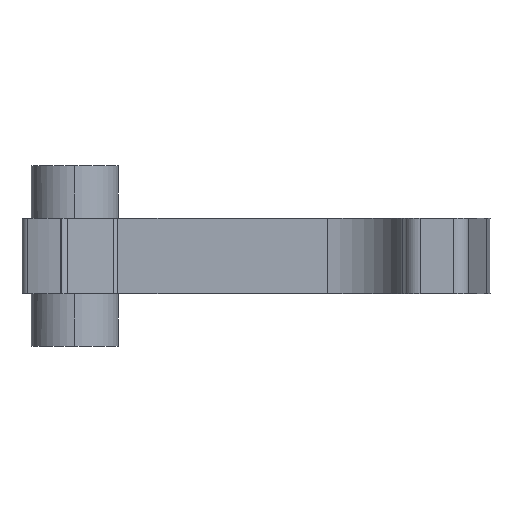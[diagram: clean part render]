
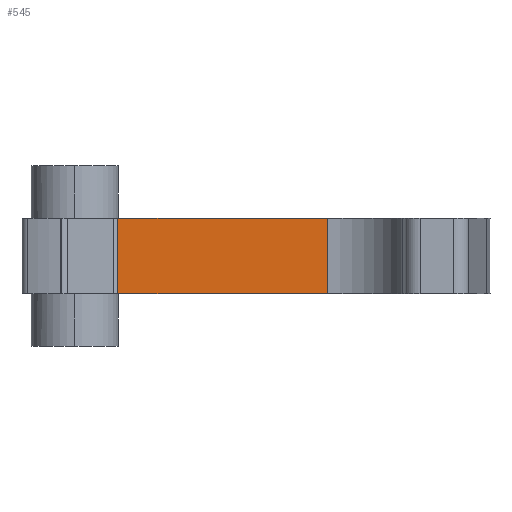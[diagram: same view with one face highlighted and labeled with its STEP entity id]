
A CAD part, left-side view. The second image highlights one B-rep face of the part: STEP entity #545.
In plain terms, the highlighted planar face has unit normal (-1, 0, 0).
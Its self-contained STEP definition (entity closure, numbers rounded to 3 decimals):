
#99 = VERTEX_POINT ( 'NONE', #820 ) ;
#101 = EDGE_CURVE ( 'NONE', #99, #102, #819, .T. ) ;
#102 = VERTEX_POINT ( 'NONE', #815 ) ;
#118 = VERTEX_POINT ( 'NONE', #697 ) ;
#120 = VERTEX_POINT ( 'NONE', #696 ) ;
#383 = EDGE_CURVE ( 'NONE', #120, #118, #1245, .T. ) ;
#452 = ORIENTED_EDGE ( 'NONE', *, *, #383, .T. ) ;
#453 = ORIENTED_EDGE ( 'NONE', *, *, #454, .F. ) ;
#454 = EDGE_CURVE ( 'NONE', #102, #118, #1209, .T. ) ;
#455 = ORIENTED_EDGE ( 'NONE', *, *, #101, .F. ) ;
#543 = EDGE_CURVE ( 'NONE', #99, #120, #1285, .T. ) ;
#545 = ADVANCED_FACE ( 'PLANAR_13', ( #1281 ), #1280, .F. ) ;
#546 = EDGE_LOOP ( 'NONE', ( #547, #452, #453, #455 ) ) ;
#547 = ORIENTED_EDGE ( 'NONE', *, *, #543, .T. ) ;
#696 = CARTESIAN_POINT ( 'NONE',  ( -2.5, -1.433, -1.25 ) ) ;
#697 = CARTESIAN_POINT ( 'NONE',  ( -2.5, -8.389, -1.25 ) ) ;
#815 = CARTESIAN_POINT ( 'NONE',  ( -2.5, -8.389, 1.25 ) ) ;
#816 = DIRECTION ( 'NONE',  ( 0., -1., 0. ) ) ;
#817 = VECTOR ( 'NONE', #816, 1000. ) ;
#818 = CARTESIAN_POINT ( 'NONE',  ( -2.5, -1.433, 1.25 ) ) ;
#819 = LINE ( 'NONE', #818, #817 ) ;
#820 = CARTESIAN_POINT ( 'NONE',  ( -2.5, -1.433, 1.25 ) ) ;
#1209 = LINE ( 'NONE', #1331, #1330 ) ;
#1242 = DIRECTION ( 'NONE',  ( 0., -1., 0. ) ) ;
#1243 = VECTOR ( 'NONE', #1242, 1000. ) ;
#1244 = CARTESIAN_POINT ( 'NONE',  ( -2.5, -1.433, -1.25 ) ) ;
#1245 = LINE ( 'NONE', #1244, #1243 ) ;
#1276 = DIRECTION ( 'NONE',  ( 0., 0., -1. ) ) ;
#1277 = DIRECTION ( 'NONE',  ( 1., 0., 0. ) ) ;
#1278 = AXIS2_PLACEMENT_3D ( 'NONE', #1279, #1277, #1276 ) ;
#1279 = CARTESIAN_POINT ( 'NONE',  ( -2.5, -1.433, 1.25 ) ) ;
#1280 = PLANE ( 'NONE',  #1278 ) ;
#1281 = FACE_OUTER_BOUND ( 'NONE', #546, .T. ) ;
#1282 = DIRECTION ( 'NONE',  ( 0., 0., -1. ) ) ;
#1283 = VECTOR ( 'NONE', #1282, 1000. ) ;
#1284 = CARTESIAN_POINT ( 'NONE',  ( -2.5, -1.433, 1.25 ) ) ;
#1285 = LINE ( 'NONE', #1284, #1283 ) ;
#1329 = DIRECTION ( 'NONE',  ( 0., 0., -1. ) ) ;
#1330 = VECTOR ( 'NONE', #1329, 1000. ) ;
#1331 = CARTESIAN_POINT ( 'NONE',  ( -2.5, -8.389, 1.25 ) ) ;
